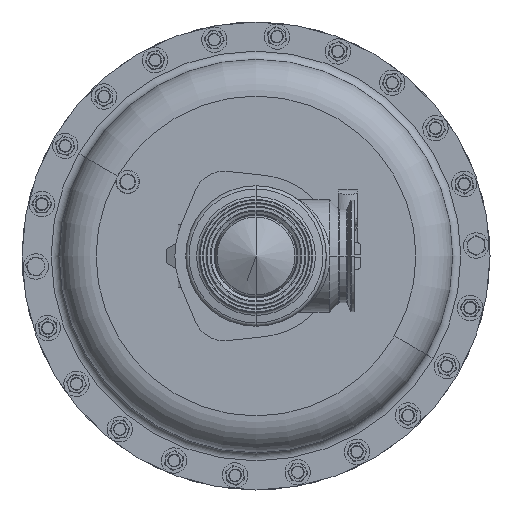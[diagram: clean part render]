
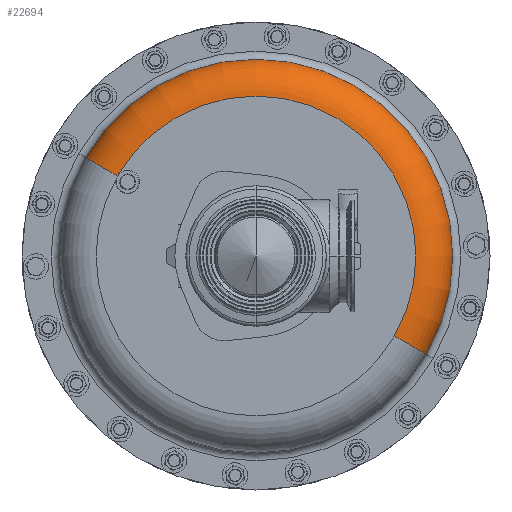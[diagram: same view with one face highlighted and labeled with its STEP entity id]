
A CAD part, front view. The second image highlights one B-rep face of the part: STEP entity #22694.
In plain terms, the highlighted toroidal (fillet/blend) face has major radius 130.175 mm and minor radius 29.947 mm.
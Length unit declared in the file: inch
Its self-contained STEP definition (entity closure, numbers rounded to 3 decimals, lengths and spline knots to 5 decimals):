
#1507 = AXIS2_PLACEMENT_3D ( 'NONE', #27253, #49661, #4176 ) ;
#3452 = AXIS2_PLACEMENT_3D ( 'NONE', #7434, #26985, #7775 ) ;
#4176 = DIRECTION ( 'NONE',  ( -0.866, 0., 0.5 ) ) ;
#4530 = CARTESIAN_POINT ( 'NONE',  ( 5.45942, 12.524, -3.152 ) ) ;
#5748 = DIRECTION ( 'NONE',  ( 0.5, 0., 0.866 ) ) ;
#6232 = CIRCLE ( 'NONE', #10150, 1.179 ) ;
#7434 = CARTESIAN_POINT ( 'NONE',  ( 0., 11.345, 0. ) ) ;
#7775 = DIRECTION ( 'NONE',  ( -0.866, 0., 0.5 ) ) ;
#7948 = ORIENTED_EDGE ( 'NONE', *, *, #48059, .T. ) ;
#8377 = ORIENTED_EDGE ( 'NONE', *, *, #49731, .F. ) ;
#10150 = AXIS2_PLACEMENT_3D ( 'NONE', #30032, #34408, #15106 ) ;
#12382 = CARTESIAN_POINT ( 'NONE',  ( 4.43838, 11.345, -2.5625 ) ) ;
#13124 = VERTEX_POINT ( 'NONE', #25306 ) ;
#15106 = DIRECTION ( 'NONE',  ( -0.866, 0., 0.5 ) ) ;
#15355 = VERTEX_POINT ( 'NONE', #12382 ) ;
#18721 = VERTEX_POINT ( 'NONE', #4530 ) ;
#18827 = VERTEX_POINT ( 'NONE', #38897 ) ;
#18918 = CARTESIAN_POINT ( 'NONE',  ( 0., 12.524, 0. ) ) ;
#20508 = ORIENTED_EDGE ( 'NONE', *, *, #21595, .F. ) ;
#21595 = EDGE_CURVE ( 'NONE', #18827, #13124, #6232, .T. ) ;
#22694 = ADVANCED_FACE ( 'NONE', ( #38729 ), #28481, .T. ) ;
#25306 = CARTESIAN_POINT ( 'NONE',  ( -5.45942, 12.524, 3.152 ) ) ;
#26306 = AXIS2_PLACEMENT_3D ( 'NONE', #47843, #5748, #43797 ) ;
#26985 = DIRECTION ( 'NONE',  ( 0., 1., 0. ) ) ;
#27253 = CARTESIAN_POINT ( 'NONE',  ( 0., 12.524, 0. ) ) ;
#28481 = TOROIDAL_SURFACE ( 'NONE', #42758, 5.125, 1.179 ) ;
#29112 = CIRCLE ( 'NONE', #1507, 6.304 ) ;
#30032 = CARTESIAN_POINT ( 'NONE',  ( -4.43838, 12.524, 2.5625 ) ) ;
#34408 = DIRECTION ( 'NONE',  ( -0.5, 0., -0.866 ) ) ;
#34667 = DIRECTION ( 'NONE',  ( 0., 1., 0. ) ) ;
#38729 = FACE_OUTER_BOUND ( 'NONE', #43038, .T. ) ;
#38826 = CIRCLE ( 'NONE', #26306, 1.179 ) ;
#38897 = CARTESIAN_POINT ( 'NONE',  ( -4.43838, 11.345, 2.5625 ) ) ;
#42758 = AXIS2_PLACEMENT_3D ( 'NONE', #18918, #34667, #49302 ) ;
#43038 = EDGE_LOOP ( 'NONE', ( #46730, #7948, #8377, #20508 ) ) ;
#43797 = DIRECTION ( 'NONE',  ( 0.866, 0., -0.5 ) ) ;
#46730 = ORIENTED_EDGE ( 'NONE', *, *, #49028, .T. ) ;
#47843 = CARTESIAN_POINT ( 'NONE',  ( 4.43838, 12.524, -2.5625 ) ) ;
#48059 = EDGE_CURVE ( 'NONE', #15355, #18721, #38826, .T. ) ;
#49028 = EDGE_CURVE ( 'NONE', #18827, #15355, #49615, .T. ) ;
#49302 = DIRECTION ( 'NONE',  ( -0.866, 0., 0.5 ) ) ;
#49615 = CIRCLE ( 'NONE', #3452, 5.125 ) ;
#49661 = DIRECTION ( 'NONE',  ( 0., 1., 0. ) ) ;
#49731 = EDGE_CURVE ( 'NONE', #13124, #18721, #29112, .T. ) ;
